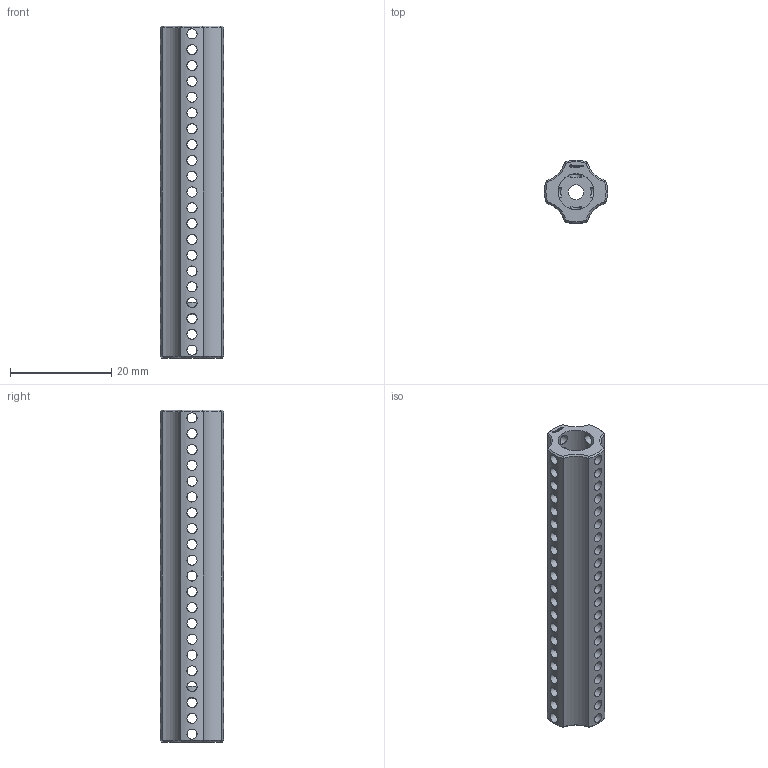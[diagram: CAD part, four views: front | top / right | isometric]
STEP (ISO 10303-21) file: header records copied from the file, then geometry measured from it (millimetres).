
FILE_DESCRIPTION(('FreeCAD Model'),'2;1');
FILE_NAME('Open CASCADE Shape Model','2024-02-18T14:31:27',(''),(''), 'Open CASCADE STEP processor 7.6','FreeCAD','Unknown');
FILE_SCHEMA(('AUTOMOTIVE_DESIGN { 1 0 10303 214 1 1 1 1 }'));
Length unit declared in the file: millimetre
Products named in the file (1): Power-Transmission Hub PLN IDX FRE TTMotor BU05.25 - SPN-PTH-0256 
(stemfie.org)
Bounding box: 12.5 x 12.5 x 65.62 mm (x, y, z)
Volume: 3793.1 mm3; surface area: 5166.7 mm2
Topology: 1 solids, 1 shells, 605 faces, 1824 edges, 1224 vertices
Faces by surface type: plane 315, extrusion 164, cylinder 104, cone 22
Full cylindrical faces by diameter (mm): 2 x84, 3 x1, 7.1 x1
Entity records: 71685 total; most frequent: CARTESIAN_POINT 37821, DIRECTION 5082, VECTOR 3974, LINE 3810, ORIENTED_EDGE 3648, PCURVE 3648, DEFINITIONAL_REPRESENTATION 3648, EDGE_CURVE 1824
